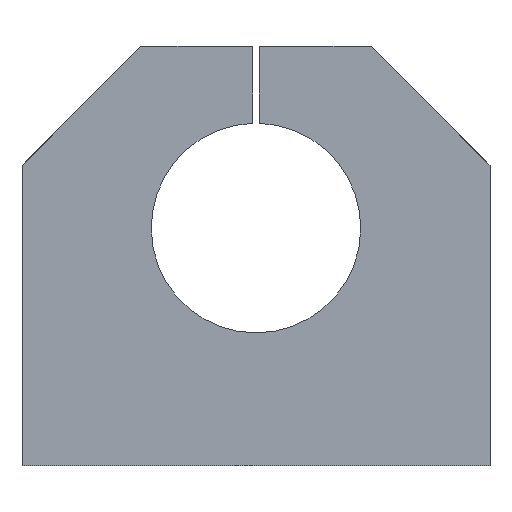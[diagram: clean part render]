
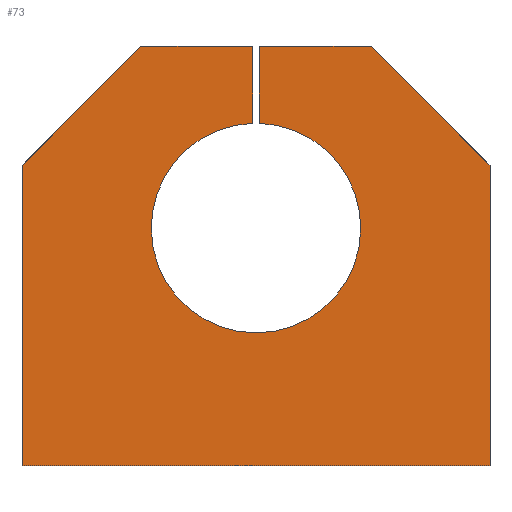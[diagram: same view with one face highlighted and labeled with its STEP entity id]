
A CAD part, front view. The second image highlights one B-rep face of the part: STEP entity #73.
In plain terms, the highlighted planar face has unit normal (0, -1, 0).
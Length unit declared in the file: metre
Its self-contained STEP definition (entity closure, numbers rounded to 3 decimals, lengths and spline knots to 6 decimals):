
#73 = ADVANCED_FACE( '', ( #165 ), #166, .F. );
#165 = FACE_OUTER_BOUND( '', #274, .T. );
#166 = PLANE( '', #275 );
#274 = EDGE_LOOP( '', ( #415, #416, #417, #418, #419, #420, #421, #422, #423, #424 ) );
#275 = AXIS2_PLACEMENT_3D( '', #425, #426, #427 );
#415 = ORIENTED_EDGE( '', *, *, #617, .T. );
#416 = ORIENTED_EDGE( '', *, *, #618, .F. );
#417 = ORIENTED_EDGE( '', *, *, #619, .F. );
#418 = ORIENTED_EDGE( '', *, *, #591, .F. );
#419 = ORIENTED_EDGE( '', *, *, #604, .F. );
#420 = ORIENTED_EDGE( '', *, *, #620, .F. );
#421 = ORIENTED_EDGE( '', *, *, #609, .F. );
#422 = ORIENTED_EDGE( '', *, *, #621, .F. );
#423 = ORIENTED_EDGE( '', *, *, #597, .T. );
#424 = ORIENTED_EDGE( '', *, *, #578, .T. );
#425 = CARTESIAN_POINT( '', ( -0.0335, -0.015, 0. ) );
#426 = DIRECTION( '', ( 0., 1., 0. ) );
#427 = DIRECTION( '', ( 0., 0., 1. ) );
#578 = EDGE_CURVE( '', #670, #668, #671, .T. );
#591 = EDGE_CURVE( '', #691, #693, #694, .T. );
#597 = EDGE_CURVE( '', #702, #670, #703, .T. );
#604 = EDGE_CURVE( '', #712, #691, #714, .T. );
#609 = EDGE_CURVE( '', #721, #723, #724, .T. );
#617 = EDGE_CURVE( '', #668, #735, #736, .T. );
#618 = EDGE_CURVE( '', #737, #735, #738, .T. );
#619 = EDGE_CURVE( '', #693, #737, #739, .T. );
#620 = EDGE_CURVE( '', #723, #712, #740, .T. );
#621 = EDGE_CURVE( '', #702, #721, #741, .T. );
#668 = VERTEX_POINT( '', #801 );
#670 = VERTEX_POINT( '', #804 );
#671 = CIRCLE( '', #805, 0.015 );
#691 = VERTEX_POINT( '', #911 );
#693 = VERTEX_POINT( '', #914 );
#694 = LINE( '', #915, #916 );
#702 = VERTEX_POINT( '', #925 );
#703 = LINE( '', #926, #927 );
#712 = VERTEX_POINT( '', #939 );
#714 = LINE( '', #942, #943 );
#721 = VERTEX_POINT( '', #951 );
#723 = VERTEX_POINT( '', #954 );
#724 = LINE( '', #955, #956 );
#735 = VERTEX_POINT( '', #968 );
#736 = LINE( '', #969, #970 );
#737 = VERTEX_POINT( '', #971 );
#738 = LINE( '', #972, #973 );
#739 = LINE( '', #974, #975 );
#740 = LINE( '', #976, #977 );
#741 = LINE( '', #978, #979 );
#801 = CARTESIAN_POINT( '', ( -0.0005, -0.015, 0.048992 ) );
#804 = CARTESIAN_POINT( '', ( 0.0005, -0.015, 0.048992 ) );
#805 = AXIS2_PLACEMENT_3D( '', #1060, #1061, #1062 );
#911 = CARTESIAN_POINT( '', ( -0.0335, -0.015, 0. ) );
#914 = CARTESIAN_POINT( '', ( -0.0335, -0.015, 0.043 ) );
#915 = CARTESIAN_POINT( '', ( -0.0335, -0.015, 0. ) );
#916 = VECTOR( '', #1073, 1. );
#925 = CARTESIAN_POINT( '', ( 0.0005, -0.015, 0.06 ) );
#926 = CARTESIAN_POINT( '', ( 0.0005, -0.015, 0.06 ) );
#927 = VECTOR( '', #1081, 1. );
#939 = CARTESIAN_POINT( '', ( 0.0335, -0.015, 0. ) );
#942 = CARTESIAN_POINT( '', ( 0.0335, -0.015, 0. ) );
#943 = VECTOR( '', #1089, 1. );
#951 = CARTESIAN_POINT( '', ( 0.0165, -0.015, 0.06 ) );
#954 = CARTESIAN_POINT( '', ( 0.0335, -0.015, 0.043 ) );
#955 = CARTESIAN_POINT( '', ( 0.0165, -0.015, 0.06 ) );
#956 = VECTOR( '', #1095, 1. );
#968 = CARTESIAN_POINT( '', ( -0.0005, -0.015, 0.06 ) );
#969 = CARTESIAN_POINT( '', ( -0.0005, -0.015, 0.034 ) );
#970 = VECTOR( '', #1106, 1. );
#971 = CARTESIAN_POINT( '', ( -0.0165, -0.015, 0.06 ) );
#972 = CARTESIAN_POINT( '', ( -0.0165, -0.015, 0.06 ) );
#973 = VECTOR( '', #1107, 1. );
#974 = CARTESIAN_POINT( '', ( -0.0335, -0.015, 0.043 ) );
#975 = VECTOR( '', #1108, 1. );
#976 = CARTESIAN_POINT( '', ( 0.0335, -0.015, 0.043 ) );
#977 = VECTOR( '', #1109, 1. );
#978 = CARTESIAN_POINT( '', ( -0.0165, -0.015, 0.06 ) );
#979 = VECTOR( '', #1110, 1. );
#1060 = CARTESIAN_POINT( '', ( 0., -0.015, 0.034 ) );
#1061 = DIRECTION( '', ( 0., 1., 0. ) );
#1062 = DIRECTION( '', ( 1., 0., 0. ) );
#1073 = DIRECTION( '', ( 0., 0., 1. ) );
#1081 = DIRECTION( '', ( 0., 0., -1. ) );
#1089 = DIRECTION( '', ( -1., 0., 0. ) );
#1095 = DIRECTION( '', ( 0.707, 0., -0.707 ) );
#1106 = DIRECTION( '', ( 0., 0., 1. ) );
#1107 = DIRECTION( '', ( 1., 0., 0. ) );
#1108 = DIRECTION( '', ( 0.707, 0., 0.707 ) );
#1109 = DIRECTION( '', ( 0., 0., -1. ) );
#1110 = DIRECTION( '', ( 1., 0., 0. ) );
